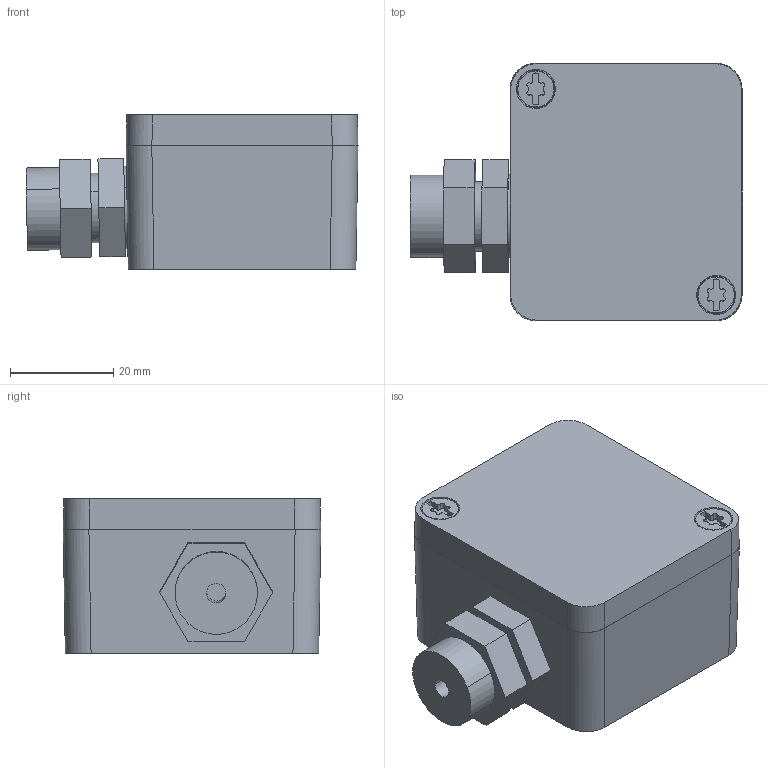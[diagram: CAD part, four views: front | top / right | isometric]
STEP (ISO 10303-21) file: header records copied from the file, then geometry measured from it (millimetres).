
FILE_DESCRIPTION(('CATIA V5 STEP Exchange','CAx-IF Rec.Pracs.--- Model Styling and Organization---1.4--- 2014-01-23'),'2;1');
FILE_NAME ('D1501160_1_8606190000_S3D_FBCON_TERM_D_EX.stp','2024-05-02T09:31:58+00:00',('none'),('Weidmueller'),'CATIA Version 5-6 Release 2016 SP3 HF44','CATIA V5 STEP AP214','none');
FILE_SCHEMA(('AUTOMOTIVE_DESIGN { 1 0 10303 214 1 1 1 1 }'));
Length unit declared in the file: millimetre
Products named in the file (1): S3D_FBCON_TERM_D_EX
Bounding box: 64.46 x 50.03 x 30 mm (x, y, z)
Volume: 70547.8 mm3; surface area: 12161.8 mm2
Topology: 1 solids, 1 shells, 97 faces, 240 edges, 160 vertices
Faces by surface type: plane 45, cylinder 44, cone 8
Entity records: 3009 total; most frequent: CARTESIAN_POINT 684, ORIENTED_EDGE 480, DIRECTION 376, EDGE_CURVE 240, AXIS2_PLACEMENT_3D 166, VERTEX_POINT 160, VECTOR 130, LINE 130
